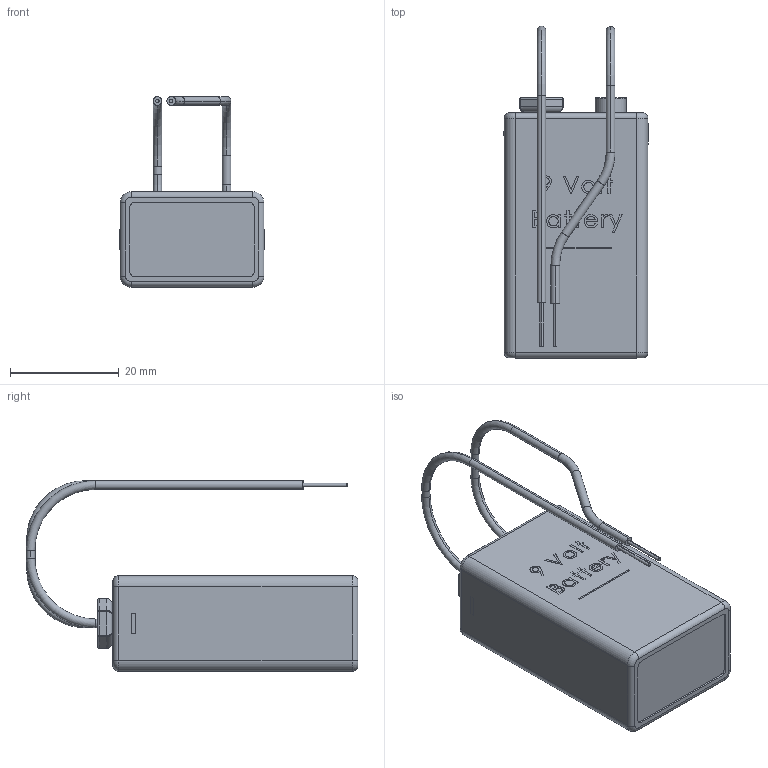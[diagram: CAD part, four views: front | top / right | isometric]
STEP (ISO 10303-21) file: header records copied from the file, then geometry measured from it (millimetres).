
FILE_DESCRIPTION (( 'STEP AP214' ), '1' );
FILE_NAME ('STEP 9-Volt Battery.STEP', '2021-08-03T07:48:28', ( '' ), ( '' ), 'SwSTEP 2.0', 'SolidWorks 2021', '' );
FILE_SCHEMA (( 'AUTOMOTIVE_DESIGN' ));
Length unit declared in the file: millimetre
Products named in the file (1): STEP 9-Volt Battery
Bounding box: 26.47 x 60.88 x 34.99 mm (x, y, z)
Volume: 17374.6 mm3; surface area: 7306.4 mm2
Topology: 3 solids, 4 shells, 647 faces, 1672 edges, 1076 vertices
Faces by surface type: plane 311, cylinder 130, bspline 116, torus 62, sphere 28
Entity records: 29521 total; most frequent: CARTESIAN_POINT 9900, ORIENTED_EDGE 3328, DIRECTION 2812, EDGE_CURVE 1664, VERTEX_POINT 1076, LINE 996, VECTOR 996, AXIS2_PLACEMENT_3D 908
